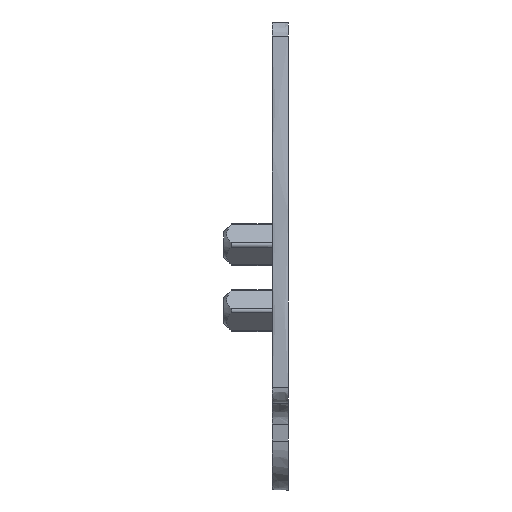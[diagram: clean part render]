
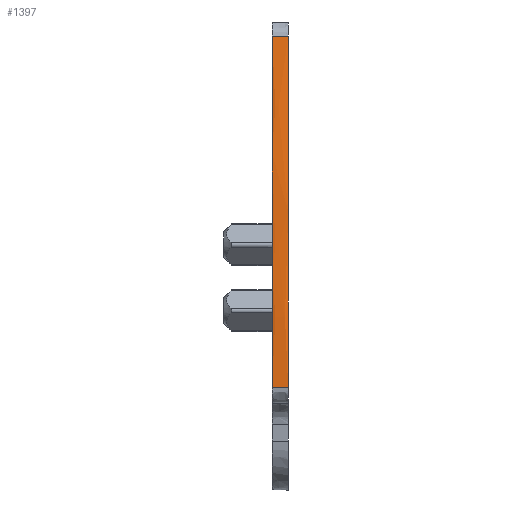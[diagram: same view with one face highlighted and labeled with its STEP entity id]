
A CAD part, front view. The second image highlights one B-rep face of the part: STEP entity #1397.
In plain terms, the highlighted face is a extrusion surface.
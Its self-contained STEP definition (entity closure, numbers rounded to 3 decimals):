
#494=AXIS2_PLACEMENT_3D('Circle Axis2P3D',#492,#493,$) ;
#391=CARTESIAN_POINT('Vertex',(3.,1.074,28.218)) ;
#489=CARTESIAN_POINT('Vertex',(3.,0.042,6.377)) ;
#492=CARTESIAN_POINT('Axis2P3D Location',(3.,154.899,10.)) ;
#903=CARTESIAN_POINT('Control Point',(4.,1.074,28.218)) ;
#904=CARTESIAN_POINT('Control Point',(4.,0.56,23.871)) ;
#905=CARTESIAN_POINT('Control Point',(4.,0.199,19.507)) ;
#906=CARTESIAN_POINT('Control Point',(4.,-0.008,15.131)) ;
#907=CARTESIAN_POINT('Control Point',(4.,-0.061,10.752)) ;
#908=CARTESIAN_POINT('Control Point',(4.,0.042,6.377)) ;
#909=CARTESIAN_POINT('Vertex',(4.,1.074,28.218)) ;
#911=CARTESIAN_POINT('Vertex',(4.,0.042,6.377)) ;
#1096=CARTESIAN_POINT('Line Origine',(2.89,1.074,28.218)) ;
#1369=CARTESIAN_POINT('Line Origine',(2.89,0.042,6.377)) ;
#1382=CARTESIAN_POINT('Control Point',(4.,1.074,28.218)) ;
#1383=CARTESIAN_POINT('Control Point',(4.,0.56,23.871)) ;
#1384=CARTESIAN_POINT('Control Point',(4.,0.199,19.507)) ;
#1385=CARTESIAN_POINT('Control Point',(4.,-0.008,15.131)) ;
#1386=CARTESIAN_POINT('Control Point',(4.,-0.061,10.752)) ;
#1387=CARTESIAN_POINT('Control Point',(4.,0.042,6.377)) ;
#493=DIRECTION('Axis2P3D Direction',(1.,0.,0.)) ;
#1097=DIRECTION('Vector Direction',(-1.,0.,0.)) ;
#1370=DIRECTION('Vector Direction',(-1.,0.,0.)) ;
#1388=DIRECTION('Vector Direction',(-1.,0.,0.)) ;
#1098=VECTOR('Line Direction',#1097,1.) ;
#1371=VECTOR('Line Direction',#1370,1.) ;
#1389=VECTOR('Extrusion Surface Vector',#1388,1.) ;
#1392=ORIENTED_EDGE('',*,*,#913,.F.) ;
#1393=ORIENTED_EDGE('',*,*,#1100,.T.) ;
#1394=ORIENTED_EDGE('',*,*,#496,.T.) ;
#1395=ORIENTED_EDGE('',*,*,#1373,.F.) ;
#1397=ADVANCED_FACE('77310_AEP_PGTB_2-5_4C-4',(#1396),#1390,.F.) ;
#902=B_SPLINE_CURVE_WITH_KNOTS('',5,(#903,#904,#905,#906,#907,#908),.UNSPECIFIED.,.F.,.U.,(6,6),(0.,21.893),.UNSPECIFIED.) ;
#1381=B_SPLINE_CURVE_WITH_KNOTS('',5,(#1382,#1383,#1384,#1385,#1386,#1387),.UNSPECIFIED.,.F.,.U.,(6,6),(0.,21.893),.UNSPECIFIED.) ;
#495=CIRCLE('generated circle',#494,154.9) ;
#496=EDGE_CURVE('',#392,#490,#495,.T.) ;
#913=EDGE_CURVE('',#910,#912,#902,.T.) ;
#1100=EDGE_CURVE('',#910,#392,#1099,.T.) ;
#1373=EDGE_CURVE('',#912,#490,#1372,.T.) ;
#1391=EDGE_LOOP('',(#1392,#1393,#1394,#1395)) ;
#1396=FACE_OUTER_BOUND('',#1391,.T.) ;
#1099=LINE('Line',#1096,#1098) ;
#1372=LINE('Line',#1369,#1371) ;
#1390=SURFACE_OF_LINEAR_EXTRUSION('generated tabulated cylinder',#1381,#1389) ;
#392=VERTEX_POINT('',#391) ;
#490=VERTEX_POINT('',#489) ;
#910=VERTEX_POINT('',#909) ;
#912=VERTEX_POINT('',#911) ;
